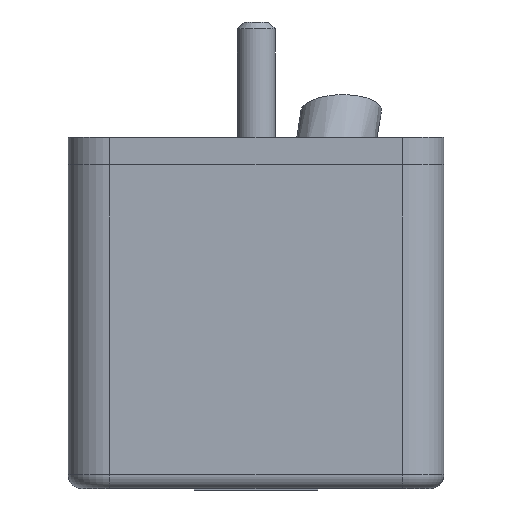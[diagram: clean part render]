
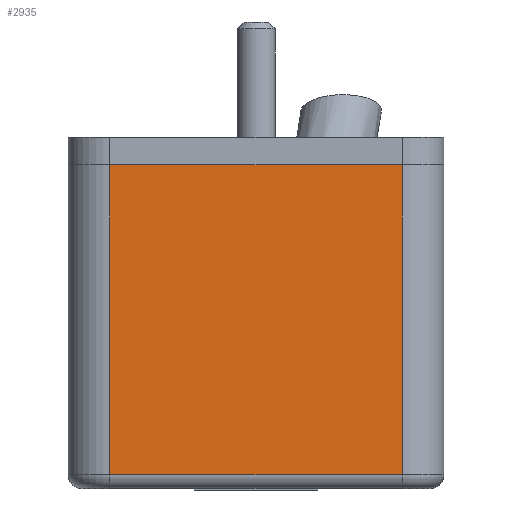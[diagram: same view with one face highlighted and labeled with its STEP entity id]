
A CAD part, left-side view. The second image highlights one B-rep face of the part: STEP entity #2935.
In plain terms, the highlighted planar face has unit normal (-1, 0, 0).
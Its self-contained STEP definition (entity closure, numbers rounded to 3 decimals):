
#13 = CARTESIAN_POINT ( 'NONE',  ( -13.5, -10.5, -10.625 ) ) ;
#156 = CARTESIAN_POINT ( 'NONE',  ( -13.5, -10.5, 11.625 ) ) ;
#366 = VERTEX_POINT ( 'NONE', #156 ) ;
#375 = VERTEX_POINT ( 'NONE', #13 ) ;
#436 = VERTEX_POINT ( 'NONE', #5006 ) ;
#437 = VERTEX_POINT ( 'NONE', #5007 ) ;
#901 = ORIENTED_EDGE ( 'NONE', *, *, #7174, .T. ) ;
#902 = ORIENTED_EDGE ( 'NONE', *, *, #3179, .F. ) ;
#904 = ORIENTED_EDGE ( 'NONE', *, *, #7172, .T. ) ;
#907 = ORIENTED_EDGE ( 'NONE', *, *, #7171, .F. ) ;
#1860 = PLANE ( 'NONE',  #8150 ) ;
#1861 = CARTESIAN_POINT ( 'NONE',  ( -13.5, -10.5, 11.625 ) ) ;
#1862 = DIRECTION ( 'NONE',  ( 1., 0., 0. ) ) ;
#1863 = DIRECTION ( 'NONE',  ( 0., 0., -1. ) ) ;
#2344 = CARTESIAN_POINT ( 'NONE',  ( -13.5, -10.5, 11.625 ) ) ;
#2345 = DIRECTION ( 'NONE',  ( 0., 0., -1. ) ) ;
#2935 = ADVANCED_FACE ( 'NONE', ( #7071 ), #1860, .F. ) ;
#3179 = EDGE_CURVE ( 'NONE', #366, #375, #4368, .T. ) ;
#3286 = DIRECTION ( 'NONE',  ( 0., 0., -1. ) ) ;
#3287 = CARTESIAN_POINT ( 'NONE',  ( -13.5, 10.5, 11.625 ) ) ;
#3293 = CARTESIAN_POINT ( 'NONE',  ( -13.5, -10.5, 11.625 ) ) ;
#3294 = DIRECTION ( 'NONE',  ( 0., -1., 0. ) ) ;
#3295 = CARTESIAN_POINT ( 'NONE',  ( -13.5, -10.5, -10.625 ) ) ;
#3296 = DIRECTION ( 'NONE',  ( 0., -1., 0. ) ) ;
#4368 = LINE ( 'NONE', #2344, #8122 ) ;
#4464 = LINE ( 'NONE', #3293, #7639 ) ;
#4465 = LINE ( 'NONE', #3295, #7641 ) ;
#4466 = LINE ( 'NONE', #3287, #7644 ) ;
#5006 = CARTESIAN_POINT ( 'NONE',  ( -13.5, 10.5, 11.625 ) ) ;
#5007 = CARTESIAN_POINT ( 'NONE',  ( -13.5, 10.5, -10.625 ) ) ;
#6636 = EDGE_LOOP ( 'NONE', ( #901, #904, #902, #907 ) ) ;
#7071 = FACE_OUTER_BOUND ( 'NONE', #6636, .T. ) ;
#7171 = EDGE_CURVE ( 'NONE', #436, #366, #4464, .T. ) ;
#7172 = EDGE_CURVE ( 'NONE', #437, #375, #4465, .T. ) ;
#7174 = EDGE_CURVE ( 'NONE', #436, #437, #4466, .T. ) ;
#7639 = VECTOR ( 'NONE', #3294, 1000. ) ;
#7641 = VECTOR ( 'NONE', #3296, 1000. ) ;
#7644 = VECTOR ( 'NONE', #3286, 1000. ) ;
#8122 = VECTOR ( 'NONE', #2345, 1000. ) ;
#8150 = AXIS2_PLACEMENT_3D ( 'NONE', #1861, #1862, #1863 ) ;
